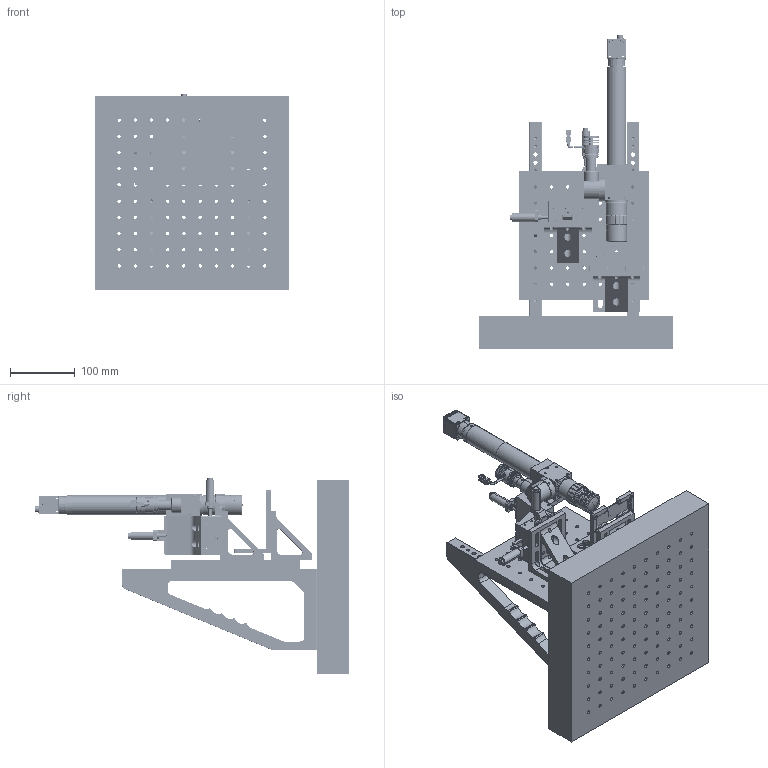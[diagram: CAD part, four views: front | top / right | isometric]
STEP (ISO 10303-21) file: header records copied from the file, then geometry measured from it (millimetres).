
FILE_DESCRIPTION (( 'STEP AP214' ), '1' );
FILE_NAME ('DIY¿É¼û¹â1.0.STEP', '2025-03-19T09:13:54', ( '' ), ( '' ), 'SwSTEP 2.0', 'SolidWorks 2024', '' );
FILE_SCHEMA (( 'AUTOMOTIVE_DESIGN' ));
Length unit declared in the file: millimetre
Products named in the file (13): 面包板300×300; 可见光海康工业相机; 平板200×200; 载物台; 垂直支撑架; 直角转接件; L无线远镜筒连接件; 手动3轴; 661000-w; DIY可见光1.0; 可见光10×; 载玻片; 可见光管镜
Assembly tree (14 placements, depth 2):
  DIY可见光1.0
    垂直支撑架  x2
    平板200×200
    直角转接件  x2
    手动3轴
    L无线远镜筒连接件
    载物台
    661000-w
    载玻片
    面包板300×300
    可见光管镜
    可见光海康工业相机
    可见光10×
Bounding box: 300 x 484.57 x 303.1 mm (x, y, z)
Volume: 5955221.3 mm3; surface area: 783625.9 mm2
Topology: 60 solids, 103 shells, 3441 faces, 9295 edges, 6043 vertices
Faces by surface type: cylinder 1600, plane 1214, cone 373, bspline 193, torus 39, sphere 22
Entity records: 124253 total; most frequent: CARTESIAN_POINT 42440, DIRECTION 17025, ORIENTED_EDGE 16228, EDGE_CURVE 8501, AXIS2_PLACEMENT_3D 6461, VERTEX_POINT 5651, VECTOR 4103, LINE 4103
